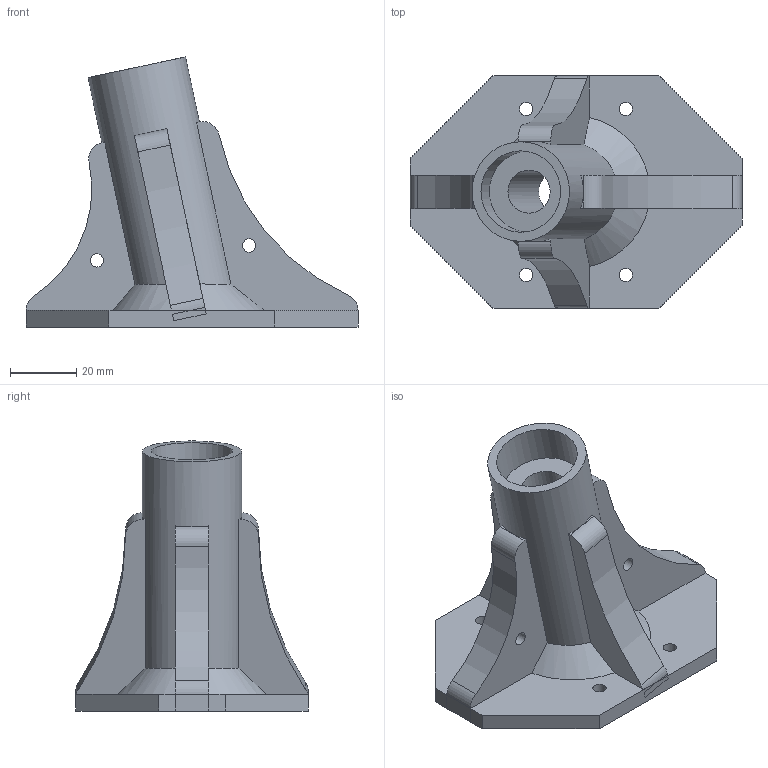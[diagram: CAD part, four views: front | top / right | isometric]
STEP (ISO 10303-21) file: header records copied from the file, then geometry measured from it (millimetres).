
FILE_DESCRIPTION(('FreeCAD Model'),'2;1');
FILE_NAME( 'MastSupport.step', '2020-11-18T07:59:50',('Author'),(''), 'Open CASCADE STEP processor 7.3','FreeCAD','Unknown');
FILE_SCHEMA(('AUTOMOTIVE_DESIGN { 1 0 10303 214 1 1 1 1 }'));
Length unit declared in the file: millimetre
Products named in the file (1): MastSupport
Bounding box: 100 x 70 x 81.37 mm (x, y, z)
Volume: 88301.7 mm3; surface area: 28434.6 mm2
Topology: 1 solids, 1 shells, 73 faces, 192 edges, 122 vertices
Faces by surface type: plane 46, cylinder 22, bspline 4, cone 1
Full cylindrical faces by diameter (mm): 4 x6, 13 x1, 24.5 x2, 30 x1
Entity records: 6455 total; most frequent: CARTESIAN_POINT 2677, DIRECTION 686, LINE 405, VECTOR 405, ORIENTED_EDGE 384, PCURVE 384, DEFINITIONAL_REPRESENTATION 384, EDGE_CURVE 192
